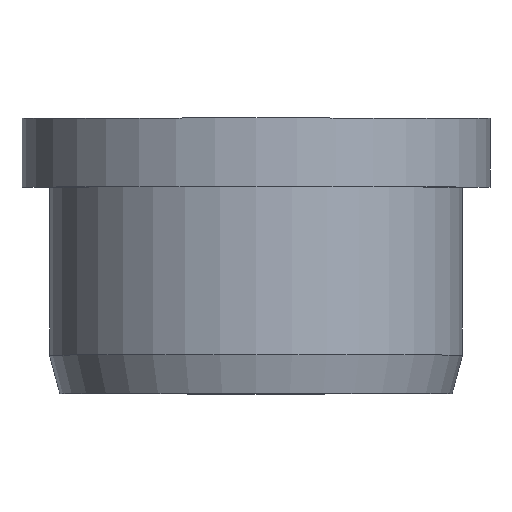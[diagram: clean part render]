
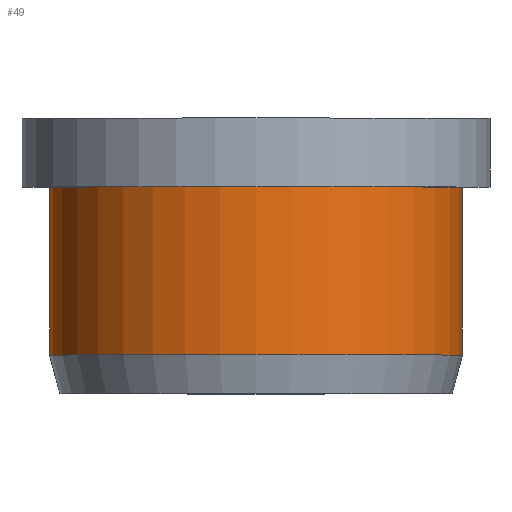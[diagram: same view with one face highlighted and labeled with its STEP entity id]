
A CAD part, top view. The second image highlights one B-rep face of the part: STEP entity #49.
In plain terms, the highlighted cylindrical face has radius 15 mm (diameter 30 mm), a partial arc.
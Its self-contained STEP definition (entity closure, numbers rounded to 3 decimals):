
#49=ADVANCED_FACE('',(#98),#99,.T.);
#98=FACE_OUTER_BOUND('',#147,.T.);
#99=CYLINDRICAL_SURFACE('',#148,15.0);
#147=EDGE_LOOP('',(#223,#224,#225,#226));
#148=AXIS2_PLACEMENT_3D('',#227,#228,#229);
#223=ORIENTED_EDGE('',*,*,#299,.T.);
#224=ORIENTED_EDGE('',*,*,#311,.F.);
#225=ORIENTED_EDGE('',*,*,#301,.T.);
#226=ORIENTED_EDGE('',*,*,#308,.T.);
#227=CARTESIAN_POINT('',(0.0,8.9,0.0));
#228=DIRECTION('',(-0.0,1.0,0.0));
#229=DIRECTION('',(1.0,0.0,0.0));
#299=EDGE_CURVE('',#354,#355,#356,.T.);
#301=EDGE_CURVE('',#359,#357,#360,.T.);
#308=EDGE_CURVE('',#357,#354,#369,.T.);
#311=EDGE_CURVE('',#359,#355,#372,.T.);
#354=VERTEX_POINT('',#419);
#355=VERTEX_POINT('',#420);
#356=LINE('',#421,#422);
#357=VERTEX_POINT('',#423);
#359=VERTEX_POINT('',#425);
#360=LINE('',#426,#427);
#369=CIRCLE('',#438,15.0);
#372=CIRCLE('',#441,15.0);
#419=CARTESIAN_POINT('',(15.0,2.799,0.0));
#420=CARTESIAN_POINT('',(15.0,15.0,0.0));
#421=CARTESIAN_POINT('',(15.0,8.9,0.));
#422=VECTOR('',#487,1.0);
#423=CARTESIAN_POINT('',(-15.0,2.799,0.));
#425=CARTESIAN_POINT('',(-15.0,15.0,0.));
#426=CARTESIAN_POINT('',(-15.0,8.9,0.));
#427=VECTOR('',#491,1.0);
#438=AXIS2_PLACEMENT_3D('',#500,#501,#502);
#441=AXIS2_PLACEMENT_3D('',#506,#507,#508);
#487=DIRECTION('',(0.0,1.0,0.0));
#491=DIRECTION('',(-0.0,-1.0,-0.0));
#500=CARTESIAN_POINT('',(0.0,2.799,0.0));
#501=DIRECTION('',(-0.0,1.0,0.0));
#502=DIRECTION('',(1.0,0.0,0.0));
#506=CARTESIAN_POINT('',(0.0,15.0,0.0));
#507=DIRECTION('',(-0.0,1.0,0.0));
#508=DIRECTION('',(1.0,0.0,0.0));
